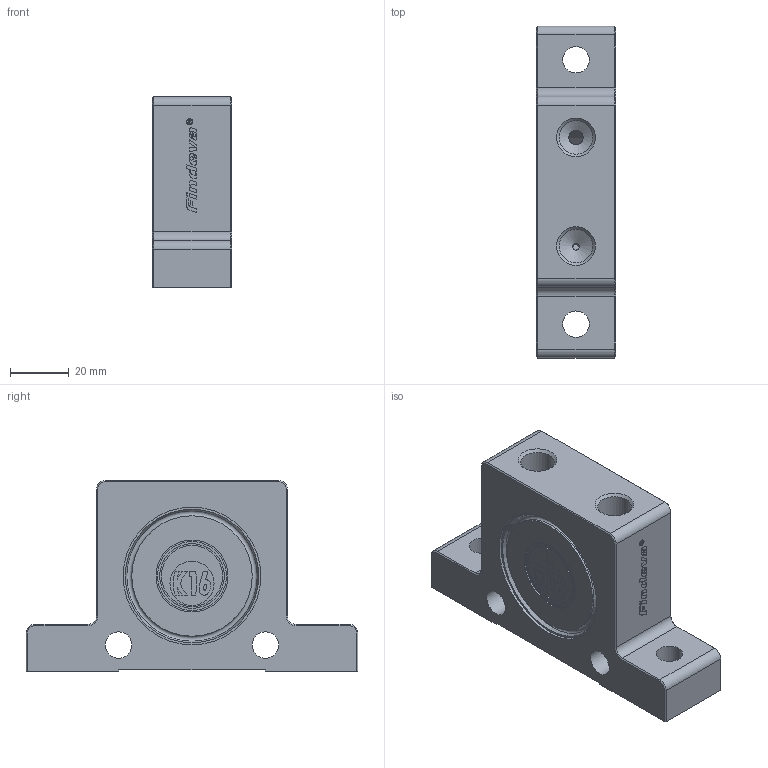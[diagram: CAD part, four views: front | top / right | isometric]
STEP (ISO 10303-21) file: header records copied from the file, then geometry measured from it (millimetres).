
FILE_DESCRIPTION((''),'2;1');
FILE_NAME('1016-00-M.stp','2012-04-15T22:24:02',('Petr'),(''),'Autodesk Inventor 2011','Autodesk Inventor 2011','');
FILE_SCHEMA(('CONFIG_CONTROL_DESIGN'));
Length unit declared in the file: millimetre
Products named in the file (1): 1016-00-M
Bounding box: 27 x 113 x 65 mm (x, y, z)
Volume: 83397.1 mm3; surface area: 31193.3 mm2
Topology: 1 solids, 1 shells, 368 faces, 916 edges, 602 vertices
Faces by surface type: plane 230, cylinder 96, cone 22, bspline 10, torus 10
Full cylindrical faces by diameter (mm): 1.877 x1, 2.087 x1, 2.2 x1, 5 x1, 9 x4, 11.445 x2, 15 x2, 20.8 x2, 22 x2, 23.5 x2, 24.5 x2, 41 x2, 46.9 x2, 47.9 x1
Entity records: 11250 total; most frequent: CARTESIAN_POINT 2221, DIRECTION 1783, ORIENTED_EDGE 1734, EDGE_CURVE 867, VECTOR 599, LINE 599, AXIS2_PLACEMENT_3D 592, VERTEX_POINT 592
